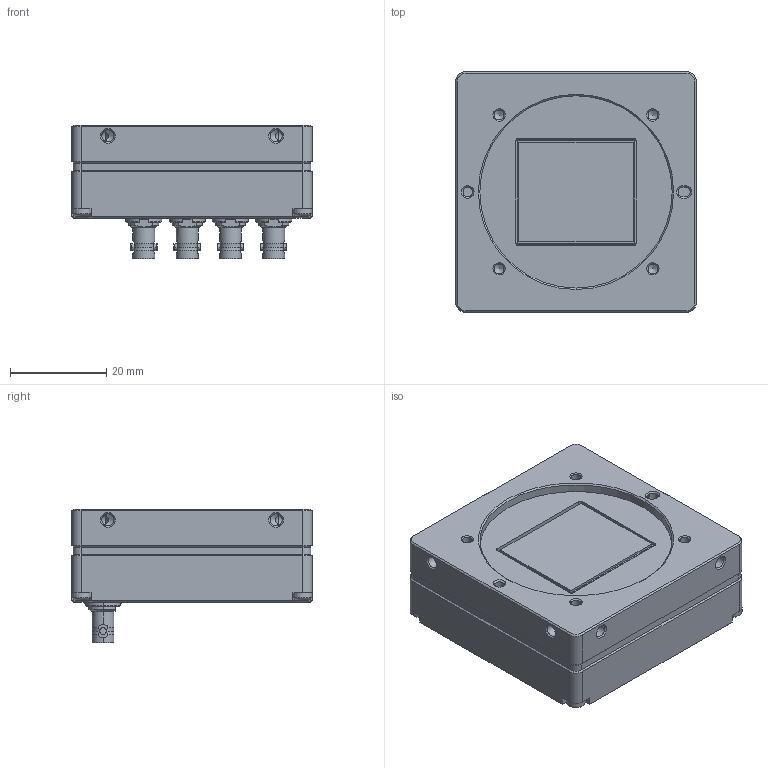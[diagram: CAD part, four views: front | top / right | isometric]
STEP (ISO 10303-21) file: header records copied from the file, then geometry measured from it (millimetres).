
FILE_DESCRIPTION (( 'STEP AP203' ), '1' );
FILE_NAME ('F002435-01001 fxo936xCX12-4C-FF.STEP', '2026-03-16T16:24:34', ( '' ), ( '' ), 'SwSTEP 2.0', 'SolidWorks 2025', '' );
FILE_SCHEMA (( 'CONFIG_CONTROL_DESIGN' ));
Length unit declared in the file: millimetre
Products named in the file (19): SUB-HDBNC-J-P-XX-ST-BH1-ASM.step; F002435-01001 fxo936xCX12-4C-FF; IMX935 Base; N000061-00000 Schraube M2x12 Torx ISO14583_M2x12; 533980471; E006656-01001 Lichtwellenleiter 515-1312-0157F DIALIGHT; HDBNC-NUT-XXX-X.step; E007065-01001 Frontplatte Vengeance 93x ohne Mount Fertigteil - schwarz eloxiert; E007121-01001 Dichtung Sensor IMX53x IMX93x Vengeance; HDBNC-J-P-XX-ST-BH1.step; IMX935; HDBNC-J-P-XX-INS_HSBNC-J-P-ST-INS.step; E007063-01001 Rückplatte Vengeance CX12-4C Fertigteil - schwarz eloxiert-laserbeschriftet; IMX935 Glass; HDBNC-J-P-X-ST-XXX-SKT_-BH1 AS MACHINED.step; E002258-00000 M2x4 FK; HDBNC-J-P-XX-ST-BH1; HDBNC-J-P-X-ST-BH1-SHL.step; E007060-01001 Mittelteil Vengeance Fertigteil – blank chromatisiert
Assembly tree (27 placements, depth 5):
  F002435-01001 fxo936xCX12-4C-FF
    E007065-01001 Frontplatte Vengeance 93x ohne Mount Fertigteil - schwarz eloxiert
    E007060-01001 Mittelteil Vengeance Fertigteil – blank chromatisiert
    IMX935
      IMX935 Base
      IMX935 Glass
    E007063-01001 Rückplatte Vengeance CX12-4C Fertigteil - schwarz eloxiert-laserbeschriftet
    HDBNC-J-P-XX-ST-BH1  x4
      HDBNC-J-P-XX-ST-BH1.step
        SUB-HDBNC-J-P-XX-ST-BH1-ASM.step
          HDBNC-J-P-X-ST-BH1-SHL.step
          HDBNC-J-P-X-ST-XXX-SKT_-BH1 AS MACHINED.step
          HDBNC-J-P-XX-INS_HSBNC-J-P-ST-INS.step
        HDBNC-NUT-XXX-X.step
    N000061-00000 Schraube M2x12 Torx ISO14583_M2x12  x4
    533980471
    E002258-00000 M2x4 FK
    E006656-01001 Lichtwellenleiter 515-1312-0157F DIALIGHT  x4
    E007121-01001 Dichtung Sensor IMX53x IMX93x Vengeance
Bounding box: 50 x 50 x 27.84 mm (x, y, z)
Volume: 20451.6 mm3; surface area: 28383.4 mm2
Topology: 30 solids, 34 shells, 1695 faces, 4192 edges, 2675 vertices
Faces by surface type: plane 819, cylinder 481, cone 205, bspline 169, torus 21
Full cylindrical faces by diameter (mm): 1 x1, 1.6 x8, 2 x10, 2.05 x4, 2.1 x4, 2.3 x5, 2.5 x8, 3.5 x1, 4 x5, 4.5 x1, 6.6 x4, 8 x4, 40 x1
Entity records: 33471 total; most frequent: CARTESIAN_POINT 8347, ORIENTED_EDGE 4754, DIRECTION 4416, EDGE_CURVE 2377, VERTEX_POINT 1575, VECTOR 1536, LINE 1536, AXIS2_PLACEMENT_3D 1440
